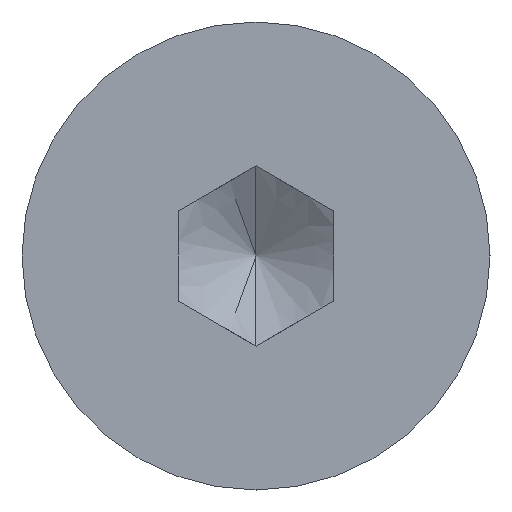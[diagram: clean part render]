
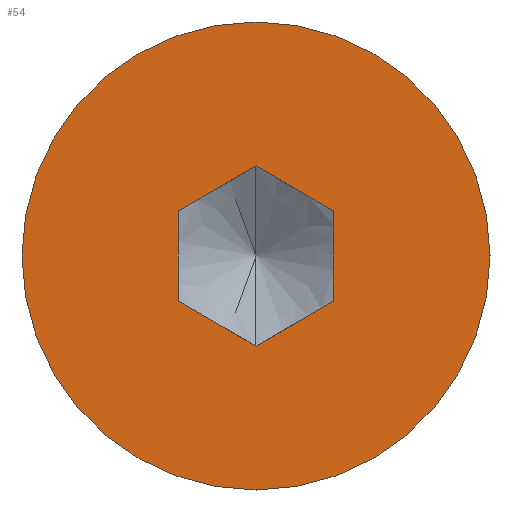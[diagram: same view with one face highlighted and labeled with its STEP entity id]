
A CAD part, left-side view. The second image highlights one B-rep face of the part: STEP entity #54.
In plain terms, the highlighted planar face has unit normal (-1, 0, 0).
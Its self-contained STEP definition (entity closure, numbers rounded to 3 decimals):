
#3 = VECTOR ( 'NONE', #159, 1000. ) ;
#8 = CARTESIAN_POINT ( 'NONE',  ( 0., -4., -2.309 ) ) ;
#11 = LINE ( 'NONE', #192, #267 ) ;
#12 = CARTESIAN_POINT ( 'NONE',  ( 0., 0., -4.619 ) ) ;
#13 = EDGE_CURVE ( 'NONE', #324, #388, #223, .T. ) ;
#27 = ORIENTED_EDGE ( 'NONE', *, *, #52, .T. ) ;
#44 = FACE_BOUND ( 'NONE', #420, .T. ) ;
#48 = CARTESIAN_POINT ( 'NONE',  ( 0., 4., 2.309 ) ) ;
#52 = EDGE_CURVE ( 'NONE', #302, #350, #495, .T. ) ;
#54 = ADVANCED_FACE ( 'NONE', ( #44, #143 ), #348, .T. ) ;
#56 = CARTESIAN_POINT ( 'NONE',  ( 0., -4., -2.309 ) ) ;
#88 = AXIS2_PLACEMENT_3D ( 'NONE', #410, #163, #116 ) ;
#98 = EDGE_CURVE ( 'NONE', #350, #324, #11, .T. ) ;
#99 = CARTESIAN_POINT ( 'NONE',  ( 0., 8.309, 0. ) ) ;
#115 = DIRECTION ( 'NONE',  ( 0., 0., 1. ) ) ;
#116 = DIRECTION ( 'NONE',  ( 0., 0., 1. ) ) ;
#120 = CARTESIAN_POINT ( 'NONE',  ( 0., 0., 0. ) ) ;
#121 = LINE ( 'NONE', #125, #370 ) ;
#125 = CARTESIAN_POINT ( 'NONE',  ( 0., 0., -4.619 ) ) ;
#137 = ORIENTED_EDGE ( 'NONE', *, *, #166, .F. ) ;
#143 = FACE_OUTER_BOUND ( 'NONE', #541, .T. ) ;
#151 = VERTEX_POINT ( 'NONE', #318 ) ;
#159 = DIRECTION ( 'NONE',  ( 0., -0.866, 0.5 ) ) ;
#162 = VECTOR ( 'NONE', #447, 1000. ) ;
#163 = DIRECTION ( 'NONE',  ( 1., 0., 0. ) ) ;
#166 = EDGE_CURVE ( 'NONE', #336, #151, #191, .T. ) ;
#172 = CARTESIAN_POINT ( 'NONE',  ( 0., -4., 2.309 ) ) ;
#176 = EDGE_CURVE ( 'NONE', #151, #336, #500, .T. ) ;
#177 = CARTESIAN_POINT ( 'NONE',  ( 0., 4., -2.309 ) ) ;
#184 = DIRECTION ( 'NONE',  ( 0., 0.866, -0.5 ) ) ;
#186 = EDGE_CURVE ( 'NONE', #511, #452, #381, .T. ) ;
#191 = CIRCLE ( 'NONE', #233, 12. ) ;
#192 = CARTESIAN_POINT ( 'NONE',  ( 0., -4., 0. ) ) ;
#207 = CARTESIAN_POINT ( 'NONE',  ( 0., 4., 0. ) ) ;
#212 = EDGE_CURVE ( 'NONE', #452, #302, #532, .T. ) ;
#223 = LINE ( 'NONE', #56, #260 ) ;
#228 = ORIENTED_EDGE ( 'NONE', *, *, #176, .F. ) ;
#233 = AXIS2_PLACEMENT_3D ( 'NONE', #120, #451, #115 ) ;
#260 = VECTOR ( 'NONE', #184, 1000. ) ;
#267 = VECTOR ( 'NONE', #319, 1000. ) ;
#284 = ORIENTED_EDGE ( 'NONE', *, *, #186, .T. ) ;
#302 = VERTEX_POINT ( 'NONE', #501 ) ;
#318 = CARTESIAN_POINT ( 'NONE',  ( 0., 0., -12. ) ) ;
#319 = DIRECTION ( 'NONE',  ( 0., 0., -1. ) ) ;
#322 = VECTOR ( 'NONE', #528, 1000. ) ;
#324 = VERTEX_POINT ( 'NONE', #8 ) ;
#326 = CARTESIAN_POINT ( 'NONE',  ( 0., 4., 2.309 ) ) ;
#334 = DIRECTION ( 'NONE',  ( 0., 0.866, 0.5 ) ) ;
#336 = VERTEX_POINT ( 'NONE', #421 ) ;
#348 = PLANE ( 'NONE',  #474 ) ;
#350 = VERTEX_POINT ( 'NONE', #172 ) ;
#361 = ORIENTED_EDGE ( 'NONE', *, *, #406, .T. ) ;
#370 = VECTOR ( 'NONE', #334, 1000. ) ;
#381 = LINE ( 'NONE', #207, #162 ) ;
#388 = VERTEX_POINT ( 'NONE', #12 ) ;
#389 = DIRECTION ( 'NONE',  ( 0., 0., 1. ) ) ;
#406 = EDGE_CURVE ( 'NONE', #388, #511, #121, .T. ) ;
#410 = CARTESIAN_POINT ( 'NONE',  ( 0., 0., 0. ) ) ;
#420 = EDGE_LOOP ( 'NONE', ( #523, #361, #284, #453, #27, #503 ) ) ;
#421 = CARTESIAN_POINT ( 'NONE',  ( 0., 0., 12. ) ) ;
#447 = DIRECTION ( 'NONE',  ( 0., 0., 1. ) ) ;
#451 = DIRECTION ( 'NONE',  ( 1., 0., 0. ) ) ;
#452 = VERTEX_POINT ( 'NONE', #48 ) ;
#453 = ORIENTED_EDGE ( 'NONE', *, *, #212, .T. ) ;
#474 = AXIS2_PLACEMENT_3D ( 'NONE', #99, #533, #389 ) ;
#476 = CARTESIAN_POINT ( 'NONE',  ( 0., 0., 4.619 ) ) ;
#495 = LINE ( 'NONE', #476, #322 ) ;
#500 = CIRCLE ( 'NONE', #88, 12. ) ;
#501 = CARTESIAN_POINT ( 'NONE',  ( 0., 0., 4.619 ) ) ;
#503 = ORIENTED_EDGE ( 'NONE', *, *, #98, .T. ) ;
#511 = VERTEX_POINT ( 'NONE', #177 ) ;
#523 = ORIENTED_EDGE ( 'NONE', *, *, #13, .T. ) ;
#528 = DIRECTION ( 'NONE',  ( 0., -0.866, -0.5 ) ) ;
#532 = LINE ( 'NONE', #326, #3 ) ;
#533 = DIRECTION ( 'NONE',  ( -1., 0., 0. ) ) ;
#541 = EDGE_LOOP ( 'NONE', ( #137, #228 ) ) ;
